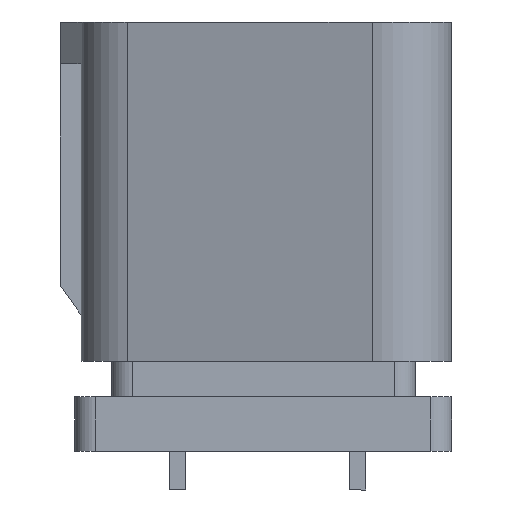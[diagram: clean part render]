
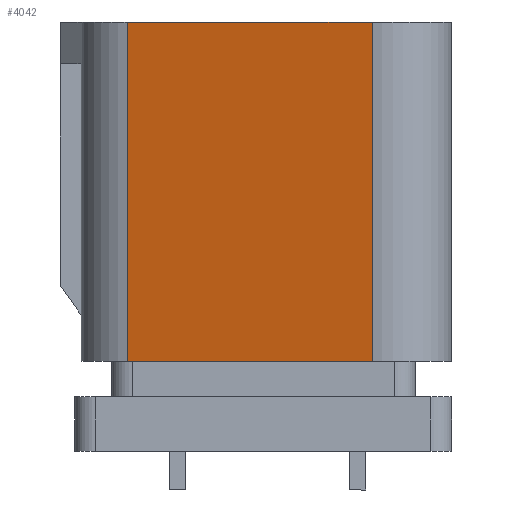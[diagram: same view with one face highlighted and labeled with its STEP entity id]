
A CAD part, left-side view. The second image highlights one B-rep face of the part: STEP entity #4042.
In plain terms, the highlighted planar face has unit normal (-0.964, 0.267, 0).
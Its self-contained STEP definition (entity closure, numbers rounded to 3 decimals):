
#297=FACE_OUTER_BOUND('',#527,.T.);
#527=EDGE_LOOP('',(#3109,#3110,#3111,#3112));
#962=LINE('',#6244,#1455);
#964=LINE('',#6250,#1457);
#965=LINE('',#6252,#1458);
#966=LINE('',#6253,#1459);
#1455=VECTOR('',#5070,1000.);
#1457=VECTOR('',#5076,1000.);
#1458=VECTOR('',#5077,1000.);
#1459=VECTOR('',#5078,1000.);
#1874=VERTEX_POINT('',#6240);
#1876=VERTEX_POINT('',#6243);
#1878=VERTEX_POINT('',#6249);
#1879=VERTEX_POINT('',#6251);
#2345=EDGE_CURVE('',#1876,#1874,#962,.T.);
#2348=EDGE_CURVE('',#1878,#1874,#964,.T.);
#2349=EDGE_CURVE('',#1879,#1878,#965,.T.);
#2350=EDGE_CURVE('',#1879,#1876,#966,.T.);
#3109=ORIENTED_EDGE('',*,*,#2348,.F.);
#3110=ORIENTED_EDGE('',*,*,#2349,.F.);
#3111=ORIENTED_EDGE('',*,*,#2350,.T.);
#3112=ORIENTED_EDGE('',*,*,#2345,.T.);
#3839=PLANE('',#4312);
#4042=ADVANCED_FACE('',(#297),#3839,.T.);
#4312=AXIS2_PLACEMENT_3D('',#6248,#5074,#5075);
#5070=DIRECTION('',(0.,0.,1.));
#5074=DIRECTION('center_axis',(-0.964,0.267,0.));
#5075=DIRECTION('ref_axis',(-0.267,-0.964,0.));
#5076=DIRECTION('',(-0.267,-0.964,0.));
#5077=DIRECTION('',(0.,0.,1.));
#5078=DIRECTION('',(-0.267,-0.964,0.));
#6240=CARTESIAN_POINT('',(-6.541,1.202,22.75));
#6243=CARTESIAN_POINT('',(-6.541,1.202,6.55));
#6244=CARTESIAN_POINT('',(-6.541,1.202,6.55));
#6248=CARTESIAN_POINT('Origin',(-6.541,1.202,6.55));
#6249=CARTESIAN_POINT('',(-3.296,12.902,22.75));
#6250=CARTESIAN_POINT('',(-6.541,1.202,22.75));
#6251=CARTESIAN_POINT('',(-3.296,12.902,6.55));
#6252=CARTESIAN_POINT('',(-3.296,12.902,6.55));
#6253=CARTESIAN_POINT('',(-6.541,1.202,6.55));
